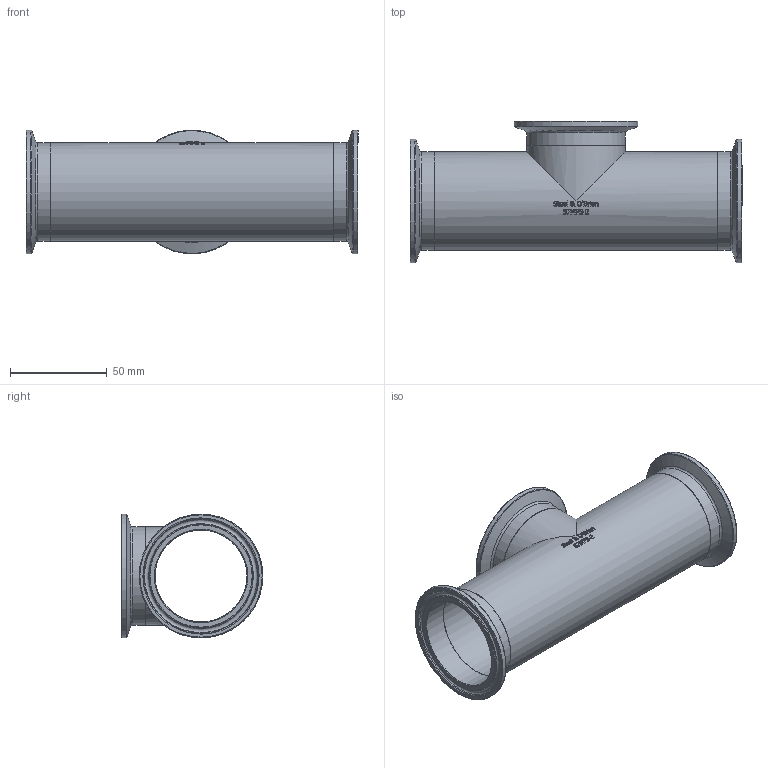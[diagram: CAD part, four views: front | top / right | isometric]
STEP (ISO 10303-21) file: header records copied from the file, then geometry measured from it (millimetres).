
FILE_DESCRIPTION(/* description */ (''),/* implementation_level */ '2;1');
FILE_NAME(/* name */ 'S7MPS-2.stp',/* time_stamp */ '2018-11-28T13:20:33-05:00',/* author */ ('ken'),/* organization */ (''),/* preprocessor_version */ 'ST-DEVELOPER v15.2',/* originating_system */ 'Autodesk Inventor 2014',/* authorisation */ '');
FILE_SCHEMA (('AP203_CONFIGURATION_CONTROLLED_3D_DESIGN_OF_MECHANICAL_PARTS_AND_ASSEMBLIES_MIM_LF','AUTOMOTIVE_DESIGN { 1 0 10303 214 3 1 1 }'));
Length unit declared in the file: inch
Products named in the file (1): S7MPS-2
Bounding box: 171.45 x 73.23 x 63.91 mm (x, y, z)
Volume: 58571.1 mm3; surface area: 64050.5 mm2
Topology: 1 solids, 1 shells, 387 faces, 1005 edges, 658 vertices
Faces by surface type: bspline 170, plane 138, cylinder 43, torus 27, cone 9
Full cylindrical faces by diameter (mm): 47.498 x5, 50.8 x5, 63.906 x3
Entity records: 14790 total; most frequent: CARTESIAN_POINT 6392, ORIENTED_EDGE 1904, DIRECTION 1242, EDGE_CURVE 952, VERTEX_POINT 656, EDGE_LOOP 480, LINE 418, VECTOR 418
